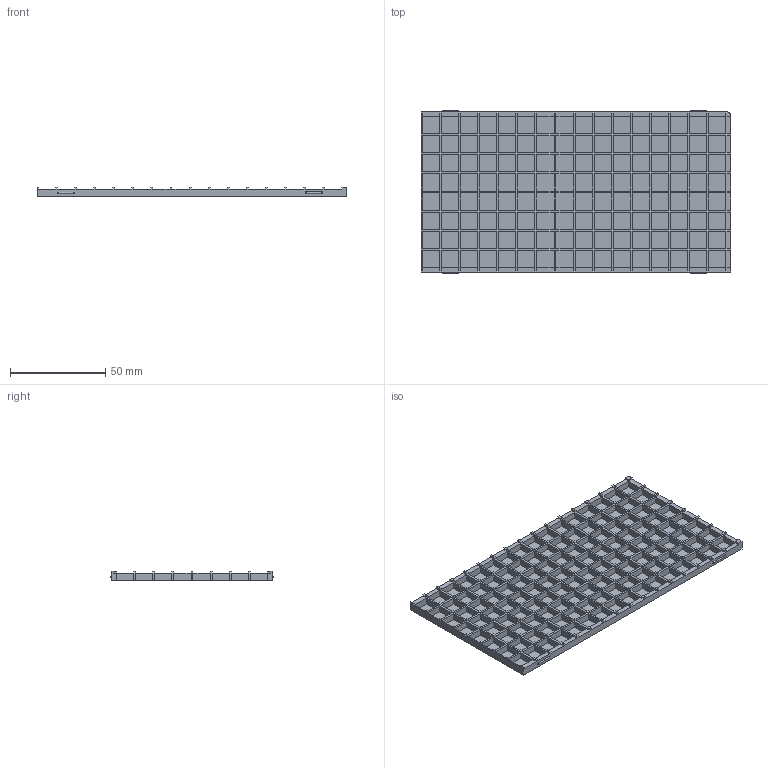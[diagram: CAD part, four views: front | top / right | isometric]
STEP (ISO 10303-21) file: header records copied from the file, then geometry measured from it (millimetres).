
FILE_DESCRIPTION(/* description */ ('STEP AP242','CAx-IF Rec.Pracs.---Representation and Presentation of Product Manufacturing Information (PMI)---4.0---2014-10-13','CAx-IF Rec.Pracs.---3D Tessellated Geometry---0.4---2014-09-14','2;1'),/* implementation_level */ '2;1');
FILE_NAME(/* name */ '6657652bcea0f82a6c9b9f6f',/* time_stamp */ '2024-05-29T17:26:05Z',/* author */ (''),/* organization */ (''),/* preprocessor_version */ 'ST-DEVELOPER v20',/* originating_system */ ' ',/* authorisation */ ' ');
FILE_SCHEMA (('AP242_MANAGED_MODEL_BASED_3D_ENGINEERING_MIM_LF { 1 0 10303 442 1 1 4 }'));
Length unit declared in the file: metre
Products named in the file (1): diffuser_left
Bounding box: 162 x 85 x 5 mm (x, y, z)
Volume: 16503.4 mm3; surface area: 46889.7 mm2
Topology: 1 solids, 1 shells, 1651 faces, 3407 edges, 1762 vertices
Faces by surface type: plane 1638, cylinder 13
Entity records: 40637 total; most frequent: CARTESIAN_POINT 6821, ORIENTED_EDGE 6814, DIRECTION 6729, EDGE_CURVE 3407, LINE 3389, VECTOR 3389, VERTEX_POINT 1762, AXIS2_PLACEMENT_3D 1670
